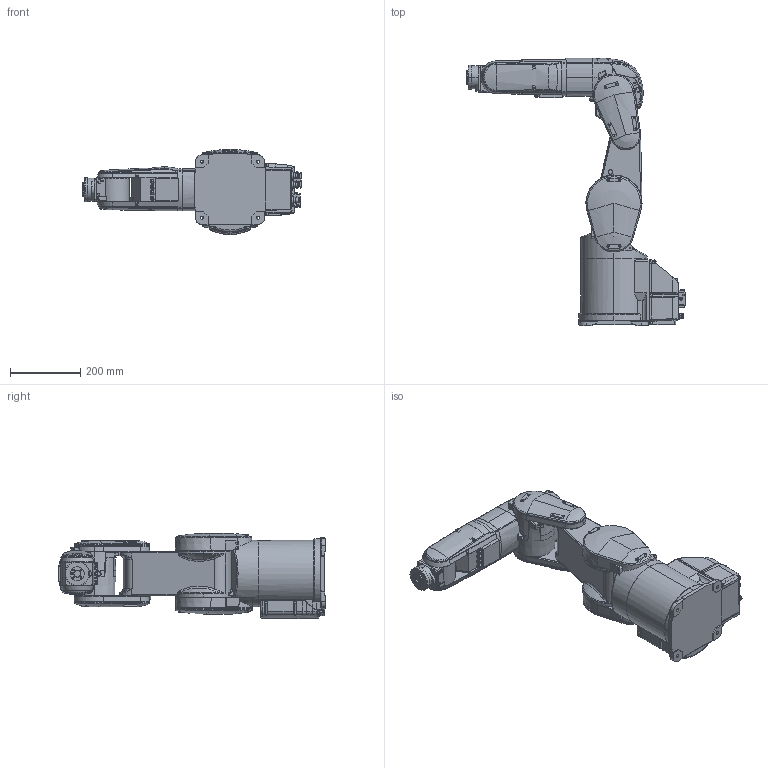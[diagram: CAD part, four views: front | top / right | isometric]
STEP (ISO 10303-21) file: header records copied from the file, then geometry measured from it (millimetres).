
FILE_DESCRIPTION(('FreeCAD Model'),'2;1');
FILE_NAME('Open CASCADE Shape Model','2025-05-28T11:48:04',('FreeCAD'),( 'FreeCAD'),'Open CASCADE STEP processor 7.6','FreeCAD','Unknown');
FILE_SCHEMA(('AUTOMOTIVE_DESIGN { 1 0 10303 214 1 1 1 1 }'));
Length unit declared in the file: millimetre
Products named in the file (1): Open CASCADE STEP translator 7.6 1
Bounding box: 623.1 x 764.95 x 243 mm (x, y, z)
Volume: 14700689.7 mm3; surface area: 1146596.6 mm2
Topology: 5 solids, 6 shells, 2946 faces, 7786 edges, 5029 vertices
Faces by surface type: plane 1635, cylinder 690, cone 258, bspline 247, torus 95, sphere 21
Entity records: 162898 total; most frequent: CARTESIAN_POINT 93097, ORIENTED_EDGE 15506, DIRECTION 13259, EDGE_CURVE 7753, VERTEX_POINT 5024, LINE 4633, VECTOR 4633, AXIS2_PLACEMENT_3D 4313
